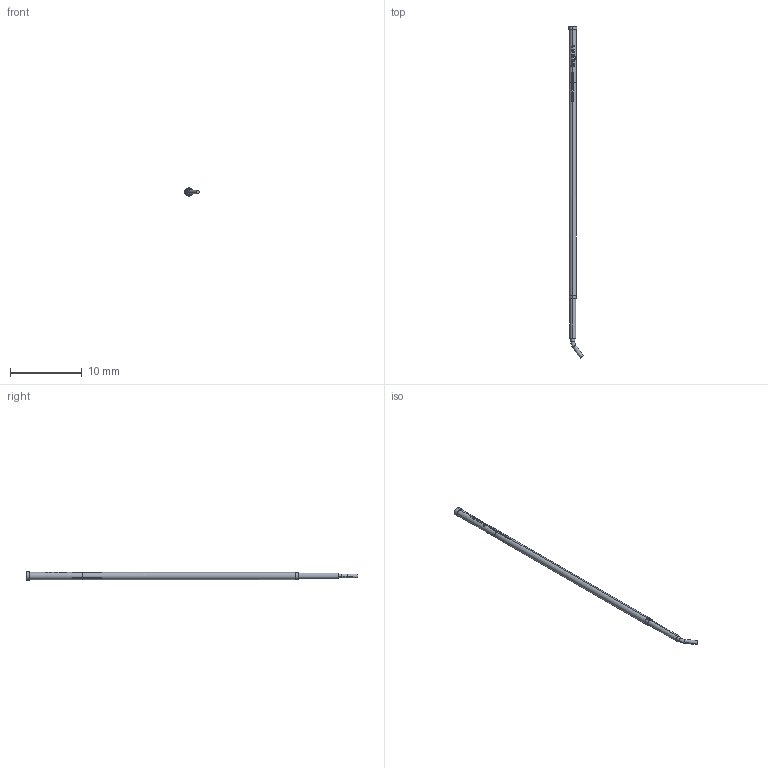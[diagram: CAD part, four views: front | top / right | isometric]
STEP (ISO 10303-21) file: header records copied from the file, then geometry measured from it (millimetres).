
FILE_DESCRIPTION (( 'STEP AP203' ), '1' );
FILE_NAME ('INGUN_KS-050_35_M-V-30.STEP', '2021-01-26T13:57:42', ( '' ), ( '' ), 'SwSTEP 2.0', 'SolidWorks 2018', '' );
FILE_SCHEMA (( 'CONFIG_CONTROL_DESIGN' ));
Length unit declared in the file: millimetre
Products named in the file (1): INGUN_KS-050_35_M-V-30
Bounding box: 2.03 x 46.26 x 1.15 mm (x, y, z)
Volume: 32.9 mm3; surface area: 140.4 mm2
Topology: 1 solids, 1 shells, 149 faces, 405 edges, 263 vertices
Faces by surface type: plane 52, cylinder 50, bspline 31, torus 11, cone 5
Entity records: 5484 total; most frequent: CARTESIAN_POINT 1879, ORIENTED_EDGE 810, DIRECTION 657, EDGE_CURVE 405, AXIS2_PLACEMENT_3D 270, VERTEX_POINT 263, EDGE_LOOP 154, CIRCLE 151
